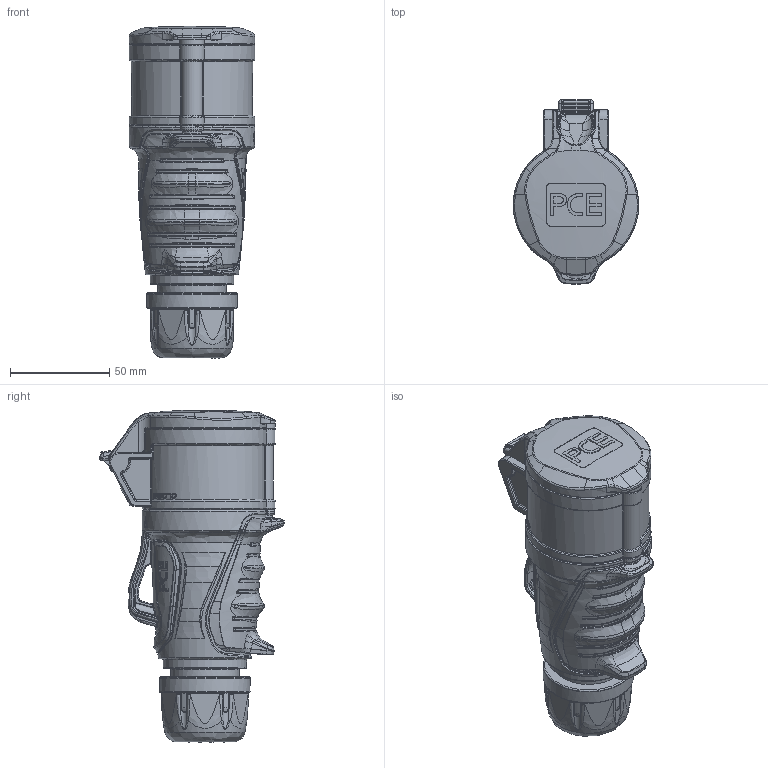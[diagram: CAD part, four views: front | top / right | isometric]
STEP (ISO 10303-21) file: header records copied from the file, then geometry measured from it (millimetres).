
FILE_DESCRIPTION (( 'STEP AP203' ), '1' );
FILE_NAME ('2153, 2153TT.STEP', '2018-01-29T06:53:25', ( '' ), ( '' ), 'SwSTEP 2.0', 'SolidWorks 2016', '' );
FILE_SCHEMA (( 'CONFIG_CONTROL_DESIGN' ));
Length unit declared in the file: millimetre
Products named in the file (1): 2153, 2153TT
Bounding box: 63.3 x 93 x 167.49 mm (x, y, z)
Volume: 404789.9 mm3; surface area: 40558.9 mm2
Topology: 1 solids, 2 shells, 2419 faces, 5969 edges, 3529 vertices
Faces by surface type: bspline 1697, cylinder 357, plane 305, cone 60
Full cylindrical faces by diameter (mm): 16.4 x1, 42 x1, 45.6 x1
Entity records: 128367 total; most frequent: CARTESIAN_POINT 84364, ORIENTED_EDGE 11760, EDGE_CURVE 5880, DIRECTION 5576, VERTEX_POINT 3521, B_SPLINE_CURVE_WITH_KNOTS 3077, EDGE_LOOP 2473, FACE_OUTER_BOUND 2430
